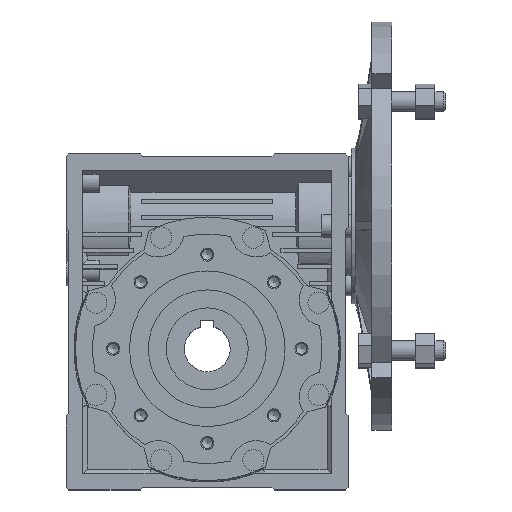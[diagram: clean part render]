
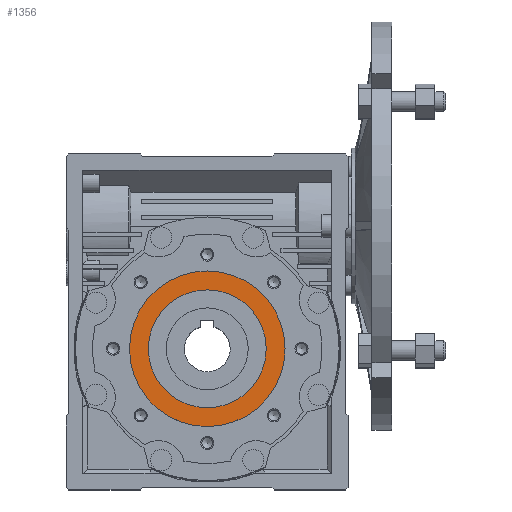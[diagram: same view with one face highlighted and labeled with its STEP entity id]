
A CAD part, top view. The second image highlights one B-rep face of the part: STEP entity #1356.
In plain terms, the highlighted face is planar.
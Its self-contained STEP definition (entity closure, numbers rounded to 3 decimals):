
#1356 = ADVANCED_FACE( '', ( #3771, #3772 ), #3773, .F. );
#3771 = FACE_OUTER_BOUND( '', #7484, .T. );
#3772 = FACE_BOUND( '', #7485, .T. );
#3773 = PLANE( '', #7486 );
#7484 = EDGE_LOOP( '', ( #11562 ) );
#7485 = EDGE_LOOP( '', ( #11563 ) );
#7486 = AXIS2_PLACEMENT_3D( '', #11564, #11565, #11566 );
#11562 = ORIENTED_EDGE( '', *, *, #22104, .F. );
#11563 = ORIENTED_EDGE( '', *, *, #22105, .T. );
#11564 = CARTESIAN_POINT( '', ( -60., 0., -36. ) );
#11565 = DIRECTION( '', ( 1., 0., 0. ) );
#11566 = DIRECTION( '', ( 0., 0., -1. ) );
#22104 = EDGE_CURVE( '', #26576, #26576, #26577, .T. );
#22105 = EDGE_CURVE( '', #26578, #26578, #26579, .T. );
#26576 = VERTEX_POINT( '', #33100 );
#26577 = CIRCLE( '', #33101, 47.5 );
#26578 = VERTEX_POINT( '', #33102 );
#26579 = CIRCLE( '', #33103, 36. );
#33100 = CARTESIAN_POINT( '', ( -60., 0., -47.5 ) );
#33101 = AXIS2_PLACEMENT_3D( '', #41927, #41928, #41929 );
#33102 = CARTESIAN_POINT( '', ( -60., 0., -36. ) );
#33103 = AXIS2_PLACEMENT_3D( '', #41930, #41931, #41932 );
#41927 = CARTESIAN_POINT( '', ( -60., 0., 0. ) );
#41928 = DIRECTION( '', ( 1., 0., 0. ) );
#41929 = DIRECTION( '', ( 0., 0., -1. ) );
#41930 = CARTESIAN_POINT( '', ( -60., 0., 0. ) );
#41931 = DIRECTION( '', ( 1., 0., 0. ) );
#41932 = DIRECTION( '', ( 0., 0., -1. ) );
